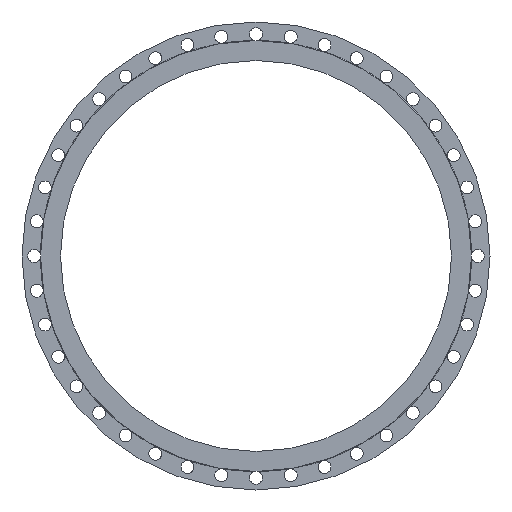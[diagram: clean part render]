
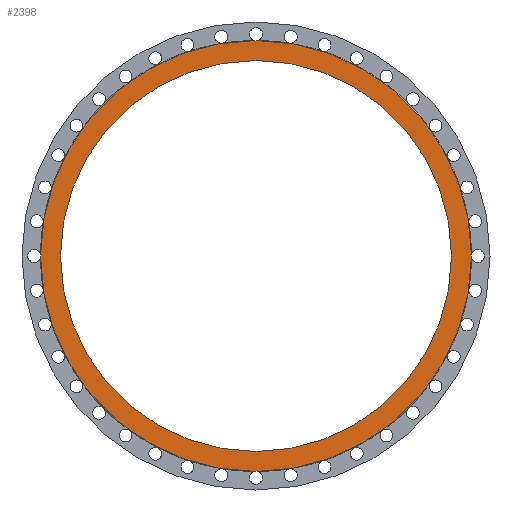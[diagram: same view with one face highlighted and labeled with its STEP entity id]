
A CAD part, left-side view. The second image highlights one B-rep face of the part: STEP entity #2398.
In plain terms, the highlighted planar face has unit normal (-1, 0, 0).
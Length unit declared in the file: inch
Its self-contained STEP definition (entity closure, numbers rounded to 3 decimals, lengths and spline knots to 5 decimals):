
#114 = FACE_OUTER_BOUND ( 'NONE', #1874, .T. ) ;
#120 = CARTESIAN_POINT ( 'NONE',  ( -0.14414, 0., 17.125 ) ) ;
#220 = CIRCLE ( 'NONE', #1069, 18.875 ) ;
#238 = ORIENTED_EDGE ( 'NONE', *, *, #1459, .F. ) ;
#242 = CARTESIAN_POINT ( 'NONE',  ( -0.14414, 0., -17.125 ) ) ;
#277 = CARTESIAN_POINT ( 'NONE',  ( -0.14414, 0., 18.875 ) ) ;
#393 = VERTEX_POINT ( 'NONE', #277 ) ;
#437 = DIRECTION ( 'NONE',  ( -1., 0., 0. ) ) ;
#509 = AXIS2_PLACEMENT_3D ( 'NONE', #1257, #3768, #671 ) ;
#622 = CARTESIAN_POINT ( 'NONE',  ( -0.14414, 0., -18.875 ) ) ;
#638 = EDGE_CURVE ( 'NONE', #3966, #3907, #1412, .T. ) ;
#671 = DIRECTION ( 'NONE',  ( 0., 0., 1. ) ) ;
#858 = EDGE_CURVE ( 'NONE', #393, #1355, #2653, .T. ) ;
#1011 = DIRECTION ( 'NONE',  ( 0., 0., 1. ) ) ;
#1068 = PLANE ( 'NONE',  #2691 ) ;
#1069 = AXIS2_PLACEMENT_3D ( 'NONE', #2743, #3065, #3004 ) ;
#1082 = ORIENTED_EDGE ( 'NONE', *, *, #858, .T. ) ;
#1257 = CARTESIAN_POINT ( 'NONE',  ( -0.14414, 0., 0. ) ) ;
#1346 = CIRCLE ( 'NONE', #3883, 17.125 ) ;
#1355 = VERTEX_POINT ( 'NONE', #622 ) ;
#1390 = FACE_BOUND ( 'NONE', #1868, .T. ) ;
#1412 = CIRCLE ( 'NONE', #1474, 17.125 ) ;
#1430 = CARTESIAN_POINT ( 'NONE',  ( -0.14414, 0., 0. ) ) ;
#1459 = EDGE_CURVE ( 'NONE', #3907, #3966, #1346, .T. ) ;
#1474 = AXIS2_PLACEMENT_3D ( 'NONE', #1430, #3896, #3588 ) ;
#1541 = ORIENTED_EDGE ( 'NONE', *, *, #638, .F. ) ;
#1868 = EDGE_LOOP ( 'NONE', ( #1541, #238 ) ) ;
#1874 = EDGE_LOOP ( 'NONE', ( #1082, #1979 ) ) ;
#1979 = ORIENTED_EDGE ( 'NONE', *, *, #2285, .T. ) ;
#2285 = EDGE_CURVE ( 'NONE', #1355, #393, #220, .T. ) ;
#2329 = DIRECTION ( 'NONE',  ( 0., 0., 1. ) ) ;
#2398 = ADVANCED_FACE ( 'NONE', ( #114, #1390 ), #1068, .T. ) ;
#2551 = CARTESIAN_POINT ( 'NONE',  ( -0.14414, 0., 0. ) ) ;
#2581 = CARTESIAN_POINT ( 'NONE',  ( -0.14414, 0., 0. ) ) ;
#2653 = CIRCLE ( 'NONE', #509, 18.875 ) ;
#2691 = AXIS2_PLACEMENT_3D ( 'NONE', #2551, #437, #2329 ) ;
#2743 = CARTESIAN_POINT ( 'NONE',  ( -0.14414, 0., 0. ) ) ;
#2890 = DIRECTION ( 'NONE',  ( -1., 0., 0. ) ) ;
#3004 = DIRECTION ( 'NONE',  ( 0., 0., 1. ) ) ;
#3065 = DIRECTION ( 'NONE',  ( -1., 0., 0. ) ) ;
#3588 = DIRECTION ( 'NONE',  ( 0., 0., 1. ) ) ;
#3768 = DIRECTION ( 'NONE',  ( -1., 0., 0. ) ) ;
#3883 = AXIS2_PLACEMENT_3D ( 'NONE', #2581, #2890, #1011 ) ;
#3896 = DIRECTION ( 'NONE',  ( -1., 0., 0. ) ) ;
#3907 = VERTEX_POINT ( 'NONE', #242 ) ;
#3966 = VERTEX_POINT ( 'NONE', #120 ) ;
